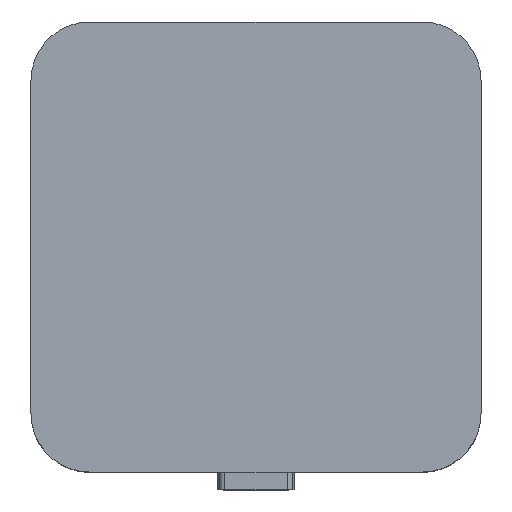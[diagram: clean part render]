
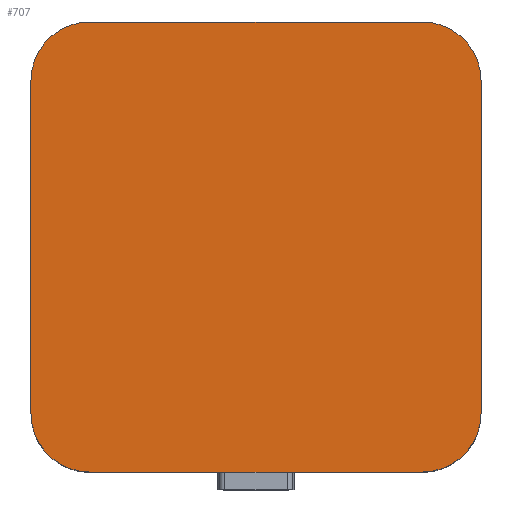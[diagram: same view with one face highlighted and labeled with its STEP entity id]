
A CAD part, top view. The second image highlights one B-rep face of the part: STEP entity #707.
In plain terms, the highlighted planar face has unit normal (0, 0, 1).
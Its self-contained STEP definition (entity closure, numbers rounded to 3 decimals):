
#35=PLANE('',#773);
#65=FACE_OUTER_BOUND('',#103,.T.);
#103=EDGE_LOOP('',(#559,#560,#561,#562,#563,#564,#565,#566));
#152=LINE('',#1089,#226);
#157=LINE('',#1100,#231);
#161=LINE('',#1112,#235);
#165=LINE('',#1127,#239);
#226=VECTOR('',#871,10.);
#231=VECTOR('',#878,10.);
#235=VECTOR('',#890,10.);
#239=VECTOR('',#908,10.);
#278=CIRCLE('',#761,5.);
#280=CIRCLE('',#765,5.);
#282=CIRCLE('',#768,5.);
#284=CIRCLE('',#772,5.);
#322=VERTEX_POINT('',#1086);
#323=VERTEX_POINT('',#1088);
#327=VERTEX_POINT('',#1097);
#328=VERTEX_POINT('',#1099);
#330=VERTEX_POINT('',#1105);
#332=VERTEX_POINT('',#1111);
#334=VERTEX_POINT('',#1120);
#336=VERTEX_POINT('',#1126);
#400=EDGE_CURVE('',#323,#322,#152,.T.);
#405=EDGE_CURVE('',#328,#327,#157,.T.);
#408=EDGE_CURVE('',#330,#328,#278,.T.);
#411=EDGE_CURVE('',#332,#330,#161,.T.);
#414=EDGE_CURVE('',#322,#332,#280,.T.);
#416=EDGE_CURVE('',#334,#323,#282,.T.);
#419=EDGE_CURVE('',#336,#334,#165,.T.);
#422=EDGE_CURVE('',#327,#336,#284,.T.);
#559=ORIENTED_EDGE('',*,*,#422,.T.);
#560=ORIENTED_EDGE('',*,*,#419,.T.);
#561=ORIENTED_EDGE('',*,*,#416,.T.);
#562=ORIENTED_EDGE('',*,*,#400,.T.);
#563=ORIENTED_EDGE('',*,*,#414,.T.);
#564=ORIENTED_EDGE('',*,*,#411,.T.);
#565=ORIENTED_EDGE('',*,*,#408,.T.);
#566=ORIENTED_EDGE('',*,*,#405,.T.);
#707=ADVANCED_FACE('',(#65),#35,.T.);
#761=AXIS2_PLACEMENT_3D('',#1106,#884,#885);
#765=AXIS2_PLACEMENT_3D('',#1116,#896,#897);
#768=AXIS2_PLACEMENT_3D('',#1121,#902,#903);
#772=AXIS2_PLACEMENT_3D('',#1131,#914,#915);
#773=AXIS2_PLACEMENT_3D('',#1132,#916,#917);
#871=DIRECTION('',(1.,0.,0.));
#878=DIRECTION('',(-1.,0.,0.));
#884=DIRECTION('center_axis',(0.,0.,1.));
#885=DIRECTION('ref_axis',(0.,1.,0.));
#890=DIRECTION('',(0.,1.,0.));
#896=DIRECTION('center_axis',(0.,0.,1.));
#897=DIRECTION('ref_axis',(1.,0.,0.));
#902=DIRECTION('center_axis',(0.,0.,1.));
#903=DIRECTION('ref_axis',(0.,-1.,0.));
#908=DIRECTION('',(0.,-1.,0.));
#914=DIRECTION('center_axis',(0.,0.,1.));
#915=DIRECTION('ref_axis',(-1.,0.,0.));
#916=DIRECTION('center_axis',(0.,0.,1.));
#917=DIRECTION('ref_axis',(1.,0.,0.));
#1086=CARTESIAN_POINT('',(14.16,-19.16,21.));
#1088=CARTESIAN_POINT('',(-14.16,-19.16,21.));
#1089=CARTESIAN_POINT('',(-14.16,-19.16,21.));
#1097=CARTESIAN_POINT('',(-14.16,19.16,21.));
#1099=CARTESIAN_POINT('',(14.16,19.16,21.));
#1100=CARTESIAN_POINT('',(14.16,19.16,21.));
#1105=CARTESIAN_POINT('',(19.16,14.16,21.));
#1106=CARTESIAN_POINT('Origin',(14.16,14.16,21.));
#1111=CARTESIAN_POINT('',(19.16,-14.16,21.));
#1112=CARTESIAN_POINT('',(19.16,-14.16,21.));
#1116=CARTESIAN_POINT('Origin',(14.16,-14.16,21.));
#1120=CARTESIAN_POINT('',(-19.16,-14.16,21.));
#1121=CARTESIAN_POINT('Origin',(-14.16,-14.16,21.));
#1126=CARTESIAN_POINT('',(-19.16,14.16,21.));
#1127=CARTESIAN_POINT('',(-19.16,14.16,21.));
#1131=CARTESIAN_POINT('Origin',(-14.16,14.16,21.));
#1132=CARTESIAN_POINT('Origin',(0.,-19.17,21.));
